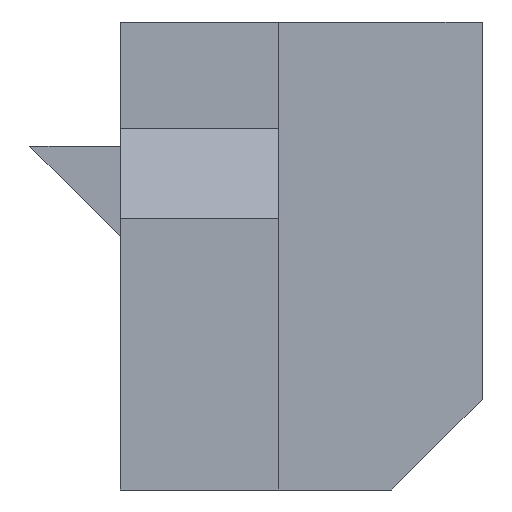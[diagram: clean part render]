
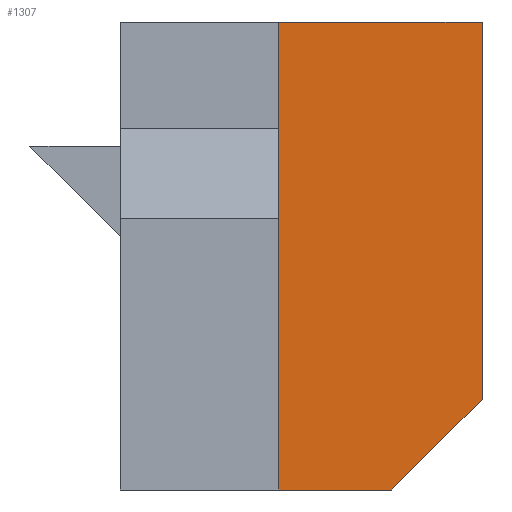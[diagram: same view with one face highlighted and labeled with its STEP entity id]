
A CAD part, left-side view. The second image highlights one B-rep face of the part: STEP entity #1307.
In plain terms, the highlighted planar face has unit normal (-1, 0, 0).
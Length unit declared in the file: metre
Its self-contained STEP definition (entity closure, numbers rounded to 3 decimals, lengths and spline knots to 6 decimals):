
#155=ORIENTED_EDGE('',*,*,#500,.T.);
#156=ORIENTED_EDGE('',*,*,#548,.T.);
#157=ORIENTED_EDGE('',*,*,#549,.F.);
#158=ORIENTED_EDGE('',*,*,#550,.F.);
#159=ORIENTED_EDGE('',*,*,#546,.T.);
#500=EDGE_CURVE('',#699,#698,#830,.T.);
#546=EDGE_CURVE('',#743,#699,#854,.T.);
#548=EDGE_CURVE('',#698,#744,#856,.T.);
#549=EDGE_CURVE('',#745,#744,#857,.T.);
#550=EDGE_CURVE('',#743,#745,#858,.T.);
#698=VERTEX_POINT('',#1700);
#699=VERTEX_POINT('',#1702);
#743=VERTEX_POINT('',#1831);
#744=VERTEX_POINT('',#1835);
#745=VERTEX_POINT('',#1837);
#830=LINE('',#1701,#968);
#854=LINE('',#1830,#992);
#856=LINE('',#1834,#994);
#857=LINE('',#1836,#995);
#858=LINE('',#1838,#996);
#968=VECTOR('',#1450,1.);
#992=VECTOR('',#1488,1.);
#994=VECTOR('',#1492,1.);
#995=VECTOR('',#1493,1.);
#996=VECTOR('',#1494,1.);
#1111=EDGE_LOOP('',(#155,#156,#157,#158,#159));
#1189=FACE_BOUND('',#1111,.T.);
#1264=PLANE('',#1397);
#1307=ADVANCED_FACE('',(#1189),#1264,.T.);
#1397=AXIS2_PLACEMENT_3D('',#1833,#1490,#1491);
#1450=DIRECTION('',(0.,0.,1.));
#1488=DIRECTION('',(0.,-0.707,0.707));
#1490=DIRECTION('',(-1.,0.,0.));
#1491=DIRECTION('',(0.,1.,0.));
#1492=DIRECTION('',(0.,1.,0.));
#1493=DIRECTION('',(0.,0.,1.));
#1494=DIRECTION('',(0.,1.,0.));
#1700=CARTESIAN_POINT('',(-0.0099,-0.008,0.01035));
#1701=CARTESIAN_POINT('',(-0.0099,-0.008,0.));
#1702=CARTESIAN_POINT('',(-0.0099,-0.008,0.002));
#1830=CARTESIAN_POINT('',(-0.0099,-0.007,0.001));
#1831=CARTESIAN_POINT('',(-0.0099,-0.006,0.));
#1833=CARTESIAN_POINT('',(-0.0099,-0.008,0.));
#1834=CARTESIAN_POINT('',(-0.0099,-0.008,0.01035));
#1835=CARTESIAN_POINT('',(-0.0099,-0.0035,0.01035));
#1836=CARTESIAN_POINT('',(-0.0099,-0.0035,0.));
#1837=CARTESIAN_POINT('',(-0.0099,-0.0035,0.));
#1838=CARTESIAN_POINT('',(-0.0099,-0.008,0.));
